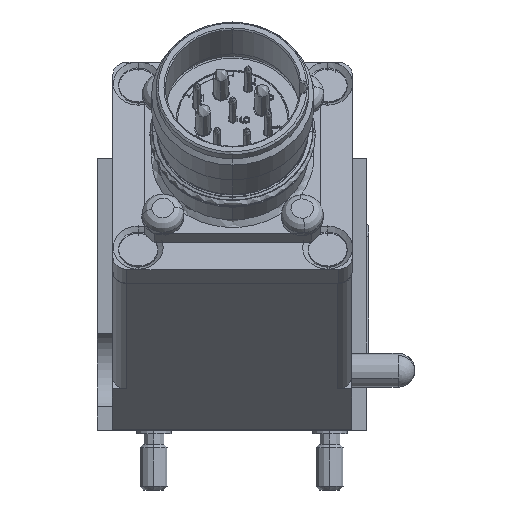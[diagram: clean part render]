
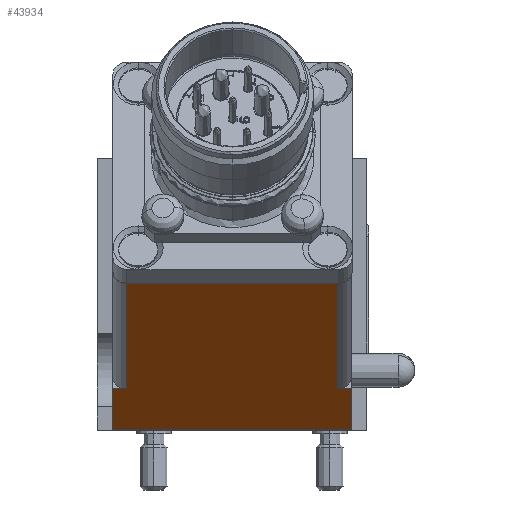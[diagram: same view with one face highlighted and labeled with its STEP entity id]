
A CAD part, left-side view. The second image highlights one B-rep face of the part: STEP entity #43934.
In plain terms, the highlighted planar face has unit normal (-0.5, 0, -0.866).
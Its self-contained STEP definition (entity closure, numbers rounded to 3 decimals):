
#1000 = CARTESIAN_POINT ( 'NONE',  ( -41.405, 17., 5.853 ) ) ;
#2492 = LINE ( 'NONE', #57736, #29531 ) ;
#6136 = DIRECTION ( 'NONE',  ( -0.866, 0., 0.5 ) ) ;
#8848 = EDGE_CURVE ( 'NONE', #101913, #77375, #23930, .T. ) ;
#12121 = VECTOR ( 'NONE', #46221, 1000. ) ;
#20478 = VERTEX_POINT ( 'NONE', #1000 ) ;
#21372 = VECTOR ( 'NONE', #115500, 1000. ) ;
#21428 = ORIENTED_EDGE ( 'NONE', *, *, #55428, .F. ) ;
#22862 = CARTESIAN_POINT ( 'NONE',  ( -67.386, -15., 20.853 ) ) ;
#23930 = LINE ( 'NONE', #59496, #77807 ) ;
#24314 = VERTEX_POINT ( 'NONE', #57676 ) ;
#24389 = ORIENTED_EDGE ( 'NONE', *, *, #97508, .F. ) ;
#25853 = CARTESIAN_POINT ( 'NONE',  ( -41.405, -15., 5.853 ) ) ;
#27034 = DIRECTION ( 'NONE',  ( 0., -1., 0. ) ) ;
#29471 = EDGE_CURVE ( 'NONE', #20478, #24314, #120052, .T. ) ;
#29531 = VECTOR ( 'NONE', #118553, 1000. ) ;
#32314 = DIRECTION ( 'NONE',  ( 0.5, 0., 0.866 ) ) ;
#41072 = DIRECTION ( 'NONE',  ( 0., -1., 0. ) ) ;
#43934 = ADVANCED_FACE ( 'NONE', ( #105541 ), #82839, .F. ) ;
#46190 = ORIENTED_EDGE ( 'NONE', *, *, #123128, .T. ) ;
#46221 = DIRECTION ( 'NONE',  ( 0.866, 0., -0.5 ) ) ;
#47952 = CARTESIAN_POINT ( 'NONE',  ( -67.386, 15., 20.853 ) ) ;
#48127 = VECTOR ( 'NONE', #41072, 1000. ) ;
#51447 = LINE ( 'NONE', #105317, #21372 ) ;
#53638 = LINE ( 'NONE', #63925, #128227 ) ;
#55206 = EDGE_CURVE ( 'NONE', #24314, #107474, #102162, .T. ) ;
#55428 = EDGE_CURVE ( 'NONE', #20478, #121120, #51447, .T. ) ;
#57676 = CARTESIAN_POINT ( 'NONE',  ( -31.5, 17., 0.134 ) ) ;
#57736 = CARTESIAN_POINT ( 'NONE',  ( -41.405, 15., 5.853 ) ) ;
#59496 = CARTESIAN_POINT ( 'NONE',  ( -41.405, -15., 5.853 ) ) ;
#63925 = CARTESIAN_POINT ( 'NONE',  ( -67.386, 19.15, 20.853 ) ) ;
#64365 = DIRECTION ( 'NONE',  ( 0., -1., 0. ) ) ;
#70380 = ORIENTED_EDGE ( 'NONE', *, *, #120883, .F. ) ;
#71132 = CARTESIAN_POINT ( 'NONE',  ( -31.5, 19.15, 0.134 ) ) ;
#71751 = ORIENTED_EDGE ( 'NONE', *, *, #55206, .T. ) ;
#72282 = AXIS2_PLACEMENT_3D ( 'NONE', #72592, #32314, #103291 ) ;
#72592 = CARTESIAN_POINT ( 'NONE',  ( -31.5, 19.15, 0.134 ) ) ;
#76241 = ORIENTED_EDGE ( 'NONE', *, *, #8848, .T. ) ;
#77375 = VERTEX_POINT ( 'NONE', #22862 ) ;
#77807 = VECTOR ( 'NONE', #120338, 1000. ) ;
#82839 = PLANE ( 'NONE',  #72282 ) ;
#84542 = EDGE_LOOP ( 'NONE', ( #70380, #89102, #21428, #94929, #71751, #46190, #24389, #76241 ) ) ;
#87298 = CARTESIAN_POINT ( 'NONE',  ( -31.5, -17., 0.134 ) ) ;
#89102 = ORIENTED_EDGE ( 'NONE', *, *, #108291, .F. ) ;
#94929 = ORIENTED_EDGE ( 'NONE', *, *, #29471, .T. ) ;
#95676 = VERTEX_POINT ( 'NONE', #47952 ) ;
#96227 = LINE ( 'NONE', #87298, #116852 ) ;
#96791 = CARTESIAN_POINT ( 'NONE',  ( -31.5, 17., 0.134 ) ) ;
#97508 = EDGE_CURVE ( 'NONE', #101913, #129250, #102820, .T. ) ;
#98545 = CARTESIAN_POINT ( 'NONE',  ( -41.405, 15., 5.853 ) ) ;
#101855 = CARTESIAN_POINT ( 'NONE',  ( -41.405, -17., 5.853 ) ) ;
#101913 = VERTEX_POINT ( 'NONE', #25853 ) ;
#102162 = LINE ( 'NONE', #71132, #48127 ) ;
#102820 = LINE ( 'NONE', #108175, #123405 ) ;
#103291 = DIRECTION ( 'NONE',  ( 0.866, 0., -0.5 ) ) ;
#105317 = CARTESIAN_POINT ( 'NONE',  ( -41.405, 15., 5.853 ) ) ;
#105541 = FACE_OUTER_BOUND ( 'NONE', #84542, .T. ) ;
#107474 = VERTEX_POINT ( 'NONE', #121329 ) ;
#108175 = CARTESIAN_POINT ( 'NONE',  ( -41.405, -17., 5.853 ) ) ;
#108291 = EDGE_CURVE ( 'NONE', #121120, #95676, #2492, .T. ) ;
#115500 = DIRECTION ( 'NONE',  ( 0., -1., 0. ) ) ;
#116852 = VECTOR ( 'NONE', #6136, 1000. ) ;
#118553 = DIRECTION ( 'NONE',  ( -0.866, 0., 0.5 ) ) ;
#120052 = LINE ( 'NONE', #96791, #12121 ) ;
#120338 = DIRECTION ( 'NONE',  ( -0.866, 0., 0.5 ) ) ;
#120883 = EDGE_CURVE ( 'NONE', #95676, #77375, #53638, .T. ) ;
#121120 = VERTEX_POINT ( 'NONE', #98545 ) ;
#121329 = CARTESIAN_POINT ( 'NONE',  ( -31.5, -17., 0.134 ) ) ;
#123128 = EDGE_CURVE ( 'NONE', #107474, #129250, #96227, .T. ) ;
#123405 = VECTOR ( 'NONE', #27034, 1000. ) ;
#128227 = VECTOR ( 'NONE', #64365, 1000. ) ;
#129250 = VERTEX_POINT ( 'NONE', #101855 ) ;
